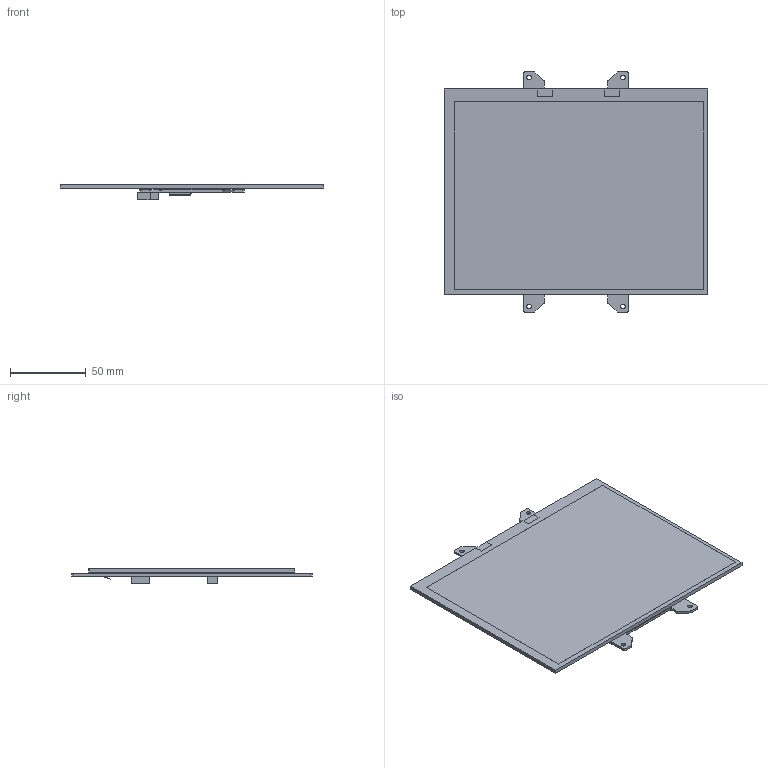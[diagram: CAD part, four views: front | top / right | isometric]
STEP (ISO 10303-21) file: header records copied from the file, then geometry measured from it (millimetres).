
FILE_DESCRIPTION(/* description */ ('10 IN LCD DISPLAY'),/* implementation_level */ '2;1');
FILE_NAME(/* name */ 'WINWING D1 Display DECASED v4.step',/* time_stamp */ '2024-07-02T14:42:53-05:00',/* author */ (''),/* organization */ (''),/* preprocessor_version */ 'ST-DEVELOPER v20',/* originating_system */ 'Autodesk Translation Framework v13.14.0.145',/* authorisation */ '');
FILE_SCHEMA (('AUTOMOTIVE_DESIGN { 1 0 10303 214 3 1 1 }'));
Length unit declared in the file: millimetre
Products named in the file (1): ER-TFTV101A1-1 DISPLAY
Bounding box: 174 x 159 x 10.22 mm (x, y, z)
Volume: 78054.7 mm3; surface area: 70855.2 mm2
Topology: 3 solids, 3 shells, 306 faces, 890 edges, 592 vertices
Faces by surface type: plane 279, cylinder 27
Full cylindrical faces by diameter (mm): 3 x4
Entity records: 10086 total; most frequent: CARTESIAN_POINT 1789, ORIENTED_EDGE 1780, DIRECTION 1558, EDGE_CURVE 890, LINE 836, VECTOR 836, VERTEX_POINT 592, AXIS2_PLACEMENT_3D 361
